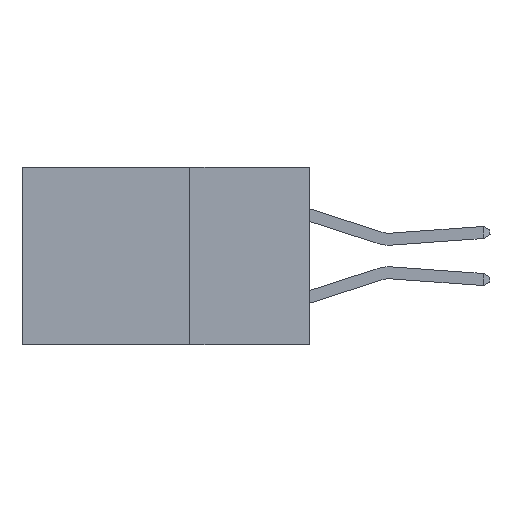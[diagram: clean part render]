
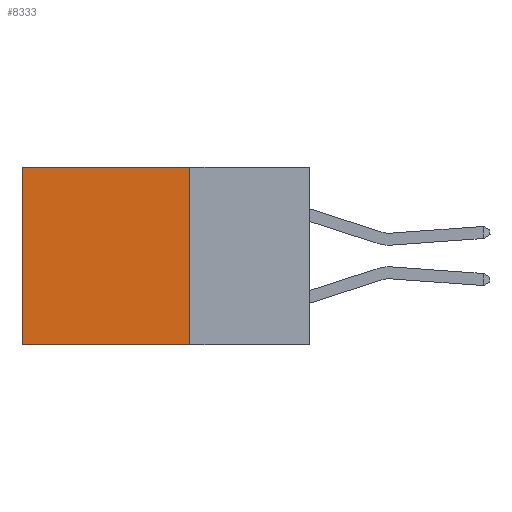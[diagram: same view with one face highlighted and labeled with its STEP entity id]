
A CAD part, left-side view. The second image highlights one B-rep face of the part: STEP entity #8333.
In plain terms, the highlighted planar face has unit normal (-1, 0, 0).
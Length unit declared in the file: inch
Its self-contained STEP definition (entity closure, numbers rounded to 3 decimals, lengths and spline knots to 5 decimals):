
#45 = CARTESIAN_POINT ( 'NONE',  ( 0.298, 0.25, 0. ) ) ;
#1662 = CARTESIAN_POINT ( 'NONE',  ( 0.298, 0.25, 0. ) ) ;
#1909 = CARTESIAN_POINT ( 'NONE',  ( 0.298, 0.25, -0.37 ) ) ;
#2173 = EDGE_CURVE ( 'NONE', #11398, #7232, #13878, .T. ) ;
#2986 = CARTESIAN_POINT ( 'NONE',  ( 0.298, 0.25, 0. ) ) ;
#3547 = FACE_OUTER_BOUND ( 'NONE', #14802, .T. ) ;
#3819 = DIRECTION ( 'NONE',  ( 0., 1., 0. ) ) ;
#3962 = DIRECTION ( 'NONE',  ( 0., 0., -1. ) ) ;
#4027 = DIRECTION ( 'NONE',  ( 0., 1., 0. ) ) ;
#4929 = VECTOR ( 'NONE', #3819, 39.37008 ) ;
#5021 = VECTOR ( 'NONE', #3962, 39.37008 ) ;
#5116 = AXIS2_PLACEMENT_3D ( 'NONE', #45, #10500, #14180 ) ;
#5166 = CARTESIAN_POINT ( 'NONE',  ( 0.298, 0.25, 0. ) ) ;
#5909 = VECTOR ( 'NONE', #4027, 39.37008 ) ;
#6240 = ORIENTED_EDGE ( 'NONE', *, *, #6714, .T. ) ;
#6714 = EDGE_CURVE ( 'NONE', #14497, #7048, #8979, .T. ) ;
#7048 = VERTEX_POINT ( 'NONE', #12726 ) ;
#7232 = VERTEX_POINT ( 'NONE', #7380 ) ;
#7380 = CARTESIAN_POINT ( 'NONE',  ( 0.298, 0.6, -0.37 ) ) ;
#7895 = CARTESIAN_POINT ( 'NONE',  ( 0.298, 0.25, -0.37 ) ) ;
#8262 = PLANE ( 'NONE',  #5116 ) ;
#8294 = ORIENTED_EDGE ( 'NONE', *, *, #12421, .T. ) ;
#8333 = ADVANCED_FACE ( 'NONE', ( #3547 ), #8262, .F. ) ;
#8446 = VECTOR ( 'NONE', #9979, 39.37008 ) ;
#8979 = LINE ( 'NONE', #5166, #5909 ) ;
#9979 = DIRECTION ( 'NONE',  ( 0., 0., -1. ) ) ;
#10500 = DIRECTION ( 'NONE',  ( 1., 0., 0. ) ) ;
#11398 = VERTEX_POINT ( 'NONE', #7895 ) ;
#11595 = LINE ( 'NONE', #1662, #5021 ) ;
#11942 = EDGE_CURVE ( 'NONE', #14497, #11398, #11595, .T. ) ;
#12281 = ORIENTED_EDGE ( 'NONE', *, *, #11942, .F. ) ;
#12421 = EDGE_CURVE ( 'NONE', #7048, #7232, #13959, .T. ) ;
#12726 = CARTESIAN_POINT ( 'NONE',  ( 0.298, 0.6, 0. ) ) ;
#13024 = CARTESIAN_POINT ( 'NONE',  ( 0.298, 0.6, 0. ) ) ;
#13878 = LINE ( 'NONE', #1909, #4929 ) ;
#13959 = LINE ( 'NONE', #13024, #8446 ) ;
#14180 = DIRECTION ( 'NONE',  ( 0., 0., -1. ) ) ;
#14497 = VERTEX_POINT ( 'NONE', #2986 ) ;
#14775 = ORIENTED_EDGE ( 'NONE', *, *, #2173, .F. ) ;
#14802 = EDGE_LOOP ( 'NONE', ( #8294, #14775, #12281, #6240 ) ) ;
